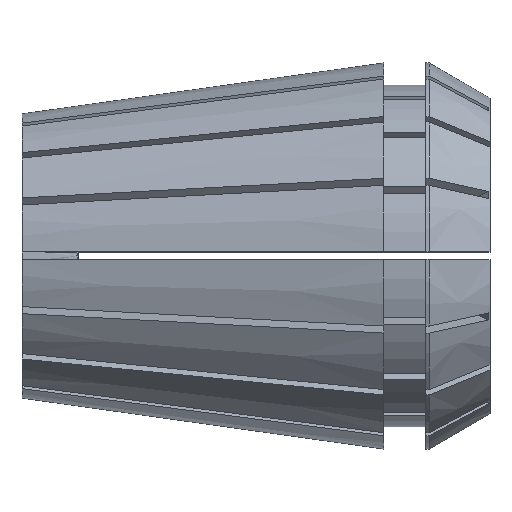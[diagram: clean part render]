
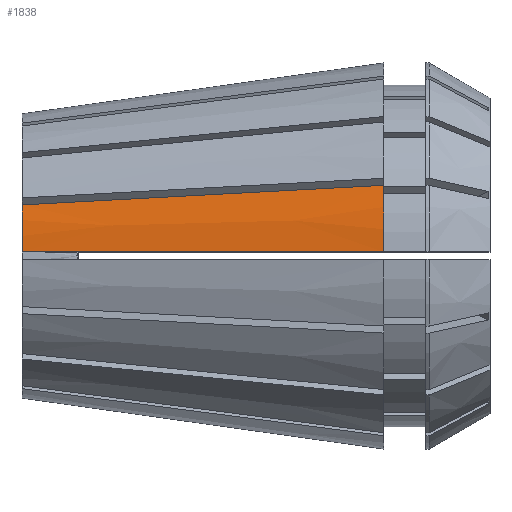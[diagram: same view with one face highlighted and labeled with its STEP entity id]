
A CAD part, top view. The second image highlights one B-rep face of the part: STEP entity #1838.
In plain terms, the highlighted conical face has half-angle 8 degrees and reference radius 16.5 mm.
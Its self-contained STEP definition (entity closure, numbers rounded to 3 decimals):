
#219 = DIRECTION ( 'NONE',  ( 0., 0., -1. ) ) ;
#695 = CARTESIAN_POINT ( 'NONE',  ( 30.9, 0.325, 16.497 ) ) ;
#838 = DIRECTION ( 'NONE',  ( -1., 0., 0. ) ) ;
#1121 = ORIENTED_EDGE ( 'NONE', *, *, #6580, .T. ) ;
#1208 = CARTESIAN_POINT ( 'NONE',  ( 0., 4.351, 11.353 ) ) ;
#1417 = CARTESIAN_POINT ( 'NONE',  ( 25.922, 0.325, 15.797 ) ) ;
#1529 = EDGE_LOOP ( 'NONE', ( #1121, #6285, #4803, #2151 ) ) ;
#1838 = ADVANCED_FACE ( 'NONE', ( #5469 ), #3976, .T. ) ;
#1946 = CARTESIAN_POINT ( 'NONE',  ( 11.204, 0.325, 13.728 ) ) ;
#2151 = ORIENTED_EDGE ( 'NONE', *, *, #6573, .F. ) ;
#2442 = CARTESIAN_POINT ( 'NONE',  ( 2.564, 0.325, 12.514 ) ) ;
#2463 = DIRECTION ( 'NONE',  ( -1., 0., 0. ) ) ;
#2730 = CARTESIAN_POINT ( 'NONE',  ( 0., 4.351, 11.353 ) ) ;
#2947 = CARTESIAN_POINT ( 'NONE',  ( 0., 0.325, 12.153 ) ) ;
#3167 = VERTEX_POINT ( 'NONE', #6427 ) ;
#3713 = CARTESIAN_POINT ( 'NONE',  ( 20.6, 5.459, 14.028 ) ) ;
#3852 = CARTESIAN_POINT ( 'NONE',  ( 0., 0., 0. ) ) ;
#3932 = CIRCLE ( 'NONE', #6144, 12.158 ) ;
#3976 = CONICAL_SURFACE ( 'NONE', #6269, 16.5, 0.14 ) ;
#4297 = VERTEX_POINT ( 'NONE', #4871 ) ;
#4357 = DIRECTION ( 'NONE',  ( 0., 0., 1. ) ) ;
#4437 = CARTESIAN_POINT ( 'NONE',  ( 27.581, 0.325, 16.031 ) ) ;
#4636 = VERTEX_POINT ( 'NONE', #695 ) ;
#4701 = CARTESIAN_POINT ( 'NONE',  ( 30.9, 6.013, 15.366 ) ) ;
#4803 = ORIENTED_EDGE ( 'NONE', *, *, #6467, .F. ) ;
#4871 = CARTESIAN_POINT ( 'NONE',  ( 30.9, 6.013, 15.366 ) ) ;
#4935 = CARTESIAN_POINT ( 'NONE',  ( 18.563, 0.325, 14.763 ) ) ;
#5003 = B_SPLINE_CURVE_WITH_KNOTS ( 'NONE', 3,
 ( #4701, #3713, #5710, #2730 ),
 .UNSPECIFIED., .F., .F.,
 ( 4, 4 ),
 ( 0., 0.031 ),
 .UNSPECIFIED. ) ;
#5137 = VERTEX_POINT ( 'NONE', #1208 ) ;
#5140 = EDGE_CURVE ( 'NONE', #4297, #5137, #5003, .T. ) ;
#5297 = CARTESIAN_POINT ( 'NONE',  ( 30.9, 0., 0. ) ) ;
#5347 = DIRECTION ( 'NONE',  ( 0., 0., 1. ) ) ;
#5445 = CARTESIAN_POINT ( 'NONE',  ( 3.845, 0.325, 12.694 ) ) ;
#5467 = CARTESIAN_POINT ( 'NONE',  ( 30.9, 0., 0. ) ) ;
#5469 = FACE_OUTER_BOUND ( 'NONE', #1529, .T. ) ;
#5710 = CARTESIAN_POINT ( 'NONE',  ( 10.3, 4.905, 12.69 ) ) ;
#5931 = CARTESIAN_POINT ( 'NONE',  ( 1.282, 0.325, 12.333 ) ) ;
#6014 = AXIS2_PLACEMENT_3D ( 'NONE', #5467, #2463, #5347 ) ;
#6093 = CIRCLE ( 'NONE', #6014, 16.5 ) ;
#6144 = AXIS2_PLACEMENT_3D ( 'NONE', #3852, #838, #4357 ) ;
#6269 = AXIS2_PLACEMENT_3D ( 'NONE', #5297, #6366, #219 ) ;
#6285 = ORIENTED_EDGE ( 'NONE', *, *, #5140, .T. ) ;
#6366 = DIRECTION ( 'NONE',  ( 1., 0., 0. ) ) ;
#6385 = CARTESIAN_POINT ( 'NONE',  ( 30.9, 0.325, 16.497 ) ) ;
#6408 = CARTESIAN_POINT ( 'NONE',  ( 29.241, 0.325, 16.264 ) ) ;
#6413 = B_SPLINE_CURVE_WITH_KNOTS ( 'NONE', 3,
 ( #6385, #6408, #4437, #1417, #4935, #1946, #5445, #2442, #5931, #2947 ),
 .UNSPECIFIED., .F., .F.,
 ( 4, 3, 3, 4 ),
 ( 0.064, 0.069, 0.091, 0.095 ),
 .UNSPECIFIED. ) ;
#6427 = CARTESIAN_POINT ( 'NONE',  ( 0., 0.325, 12.153 ) ) ;
#6467 = EDGE_CURVE ( 'NONE', #3167, #5137, #3932, .T. ) ;
#6573 = EDGE_CURVE ( 'NONE', #4636, #3167, #6413, .T. ) ;
#6580 = EDGE_CURVE ( 'NONE', #4636, #4297, #6093, .T. ) ;
